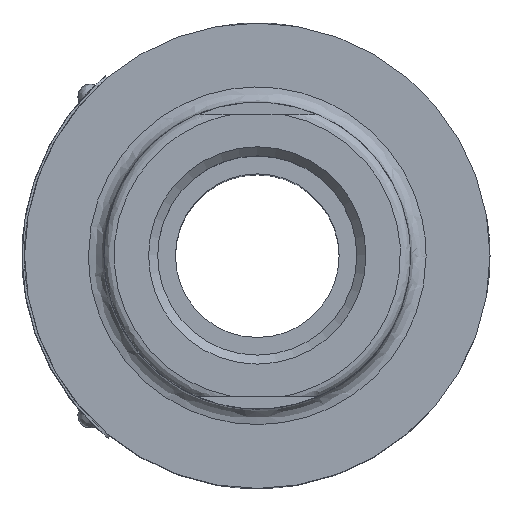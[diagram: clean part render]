
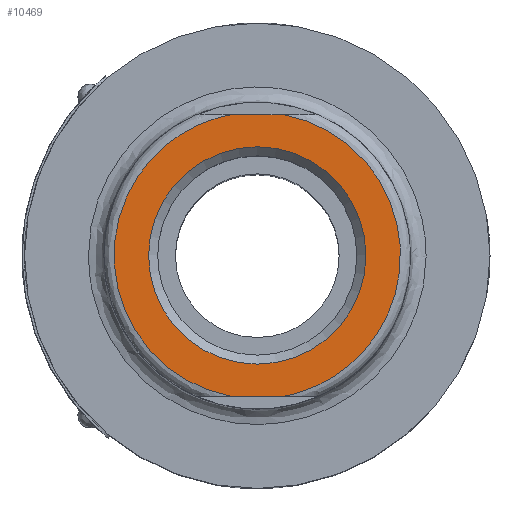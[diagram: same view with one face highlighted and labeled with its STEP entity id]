
A CAD part, top view. The second image highlights one B-rep face of the part: STEP entity #10469.
In plain terms, the highlighted planar face has unit normal (0, 0, 1).
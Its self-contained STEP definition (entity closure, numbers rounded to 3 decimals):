
#142 = CARTESIAN_POINT ( 'NONE',  ( 5.265, -27.5, 87. ) ) ;
#219 = ORIENTED_EDGE ( 'NONE', *, *, #8094, .T. ) ;
#297 = EDGE_LOOP ( 'NONE', ( #4387, #219, #5820, #10030 ) ) ;
#356 = DIRECTION ( 'NONE',  ( 1., 0., 0. ) ) ;
#457 = PLANE ( 'NONE',  #679 ) ;
#679 = AXIS2_PLACEMENT_3D ( 'NONE', #2808, #6139, #356 ) ;
#871 = CARTESIAN_POINT ( 'NONE',  ( -5.265, 27.5, 87. ) ) ;
#1703 = CIRCLE ( 'NONE', #7897, 21.25 ) ;
#1928 = CARTESIAN_POINT ( 'NONE',  ( 44.521, 19.985, 87. ) ) ;
#2041 = DIRECTION ( 'NONE',  ( -1., 0., 0. ) ) ;
#2222 = CARTESIAN_POINT ( 'NONE',  ( 0., 0., 87. ) ) ;
#2319 = CARTESIAN_POINT ( 'NONE',  ( -44.521, 19.985, 87. ) ) ;
#2744 = ORIENTED_EDGE ( 'NONE', *, *, #7374, .T. ) ;
#2795 = CARTESIAN_POINT ( 'NONE',  ( 21.25, 0., 87. ) ) ;
#2808 = CARTESIAN_POINT ( 'NONE',  ( 0., 0., 87. ) ) ;
#3275 = VERTEX_POINT ( 'NONE', #4384 ) ;
#3281 = CARTESIAN_POINT ( 'NONE',  ( 5.265, 27.5, 87. ) ) ;
#3676 = FACE_OUTER_BOUND ( 'NONE', #297, .T. ) ;
#3951 = DIRECTION ( 'NONE',  ( 1., 0., 0. ) ) ;
#4098 = EDGE_CURVE ( 'NONE', #6025, #10222, #6266, .T. ) ;
#4384 = CARTESIAN_POINT ( 'NONE',  ( -5.265, -27.5, 87. ) ) ;
#4387 = ORIENTED_EDGE ( 'NONE', *, *, #9885, .F. ) ;
#4530 = VERTEX_POINT ( 'NONE', #871 ) ;
#5198 = VECTOR ( 'NONE', #3951, 1000. ) ;
#5820 = ORIENTED_EDGE ( 'NONE', *, *, #4098, .F. ) ;
#6025 = VERTEX_POINT ( 'NONE', #3281 ) ;
#6139 = DIRECTION ( 'NONE',  ( 0., 0., 1. ) ) ;
#6266 =( BOUNDED_CURVE ( )  B_SPLINE_CURVE ( 3, ( #9889, #1928, #9994, #8342 ),
 .UNSPECIFIED., .F., .F. ) 
 B_SPLINE_CURVE_WITH_KNOTS ( ( 4, 4 ),
 ( 0., 1. ),
 .UNSPECIFIED. ) 
 CURVE ( )  GEOMETRIC_REPRESENTATION_ITEM ( )  RATIONAL_B_SPLINE_CURVE ( ( 1., 0.459, 0.459, 1. ) ) 
 REPRESENTATION_ITEM ( '' )  );
#6361 = CARTESIAN_POINT ( 'NONE',  ( -44.521, -19.985, 87. ) ) ;
#7262 = CARTESIAN_POINT ( 'NONE',  ( -5.265, 27.5, 87. ) ) ;
#7374 = EDGE_CURVE ( 'NONE', #9621, #9621, #1703, .T. ) ;
#7462 =( BOUNDED_CURVE ( )  B_SPLINE_CURVE ( 3, ( #10404, #6361, #2319, #7262 ),
 .UNSPECIFIED., .F., .F. ) 
 B_SPLINE_CURVE_WITH_KNOTS ( ( 4, 4 ),
 ( 0., 1. ),
 .UNSPECIFIED. ) 
 CURVE ( )  GEOMETRIC_REPRESENTATION_ITEM ( )  RATIONAL_B_SPLINE_CURVE ( ( 1., 0.459, 0.459, 1. ) ) 
 REPRESENTATION_ITEM ( '' )  );
#7897 = AXIS2_PLACEMENT_3D ( 'NONE', #2222, #9570, #9500 ) ;
#8018 = LINE ( 'NONE', #10035, #8394 ) ;
#8094 = EDGE_CURVE ( 'NONE', #3275, #10222, #9631, .T. ) ;
#8342 = CARTESIAN_POINT ( 'NONE',  ( 5.265, -27.5, 87. ) ) ;
#8394 = VECTOR ( 'NONE', #2041, 1000. ) ;
#8422 = EDGE_CURVE ( 'NONE', #6025, #4530, #8018, .T. ) ;
#8775 = FACE_BOUND ( 'NONE', #9941, .T. ) ;
#9500 = DIRECTION ( 'NONE',  ( 1., 0., 0. ) ) ;
#9531 = CARTESIAN_POINT ( 'NONE',  ( 42.191, -27.5, 87. ) ) ;
#9570 = DIRECTION ( 'NONE',  ( 0., 0., -1. ) ) ;
#9621 = VERTEX_POINT ( 'NONE', #2795 ) ;
#9631 = LINE ( 'NONE', #9531, #5198 ) ;
#9885 = EDGE_CURVE ( 'NONE', #3275, #4530, #7462, .T. ) ;
#9889 = CARTESIAN_POINT ( 'NONE',  ( 5.265, 27.5, 87. ) ) ;
#9941 = EDGE_LOOP ( 'NONE', ( #2744 ) ) ;
#9994 = CARTESIAN_POINT ( 'NONE',  ( 44.521, -19.985, 87. ) ) ;
#10030 = ORIENTED_EDGE ( 'NONE', *, *, #8422, .T. ) ;
#10035 = CARTESIAN_POINT ( 'NONE',  ( -39.109, 27.5, 87. ) ) ;
#10222 = VERTEX_POINT ( 'NONE', #142 ) ;
#10404 = CARTESIAN_POINT ( 'NONE',  ( -5.265, -27.5, 87. ) ) ;
#10469 = ADVANCED_FACE ( 'NONE', ( #8775, #3676 ), #457, .T. ) ;
